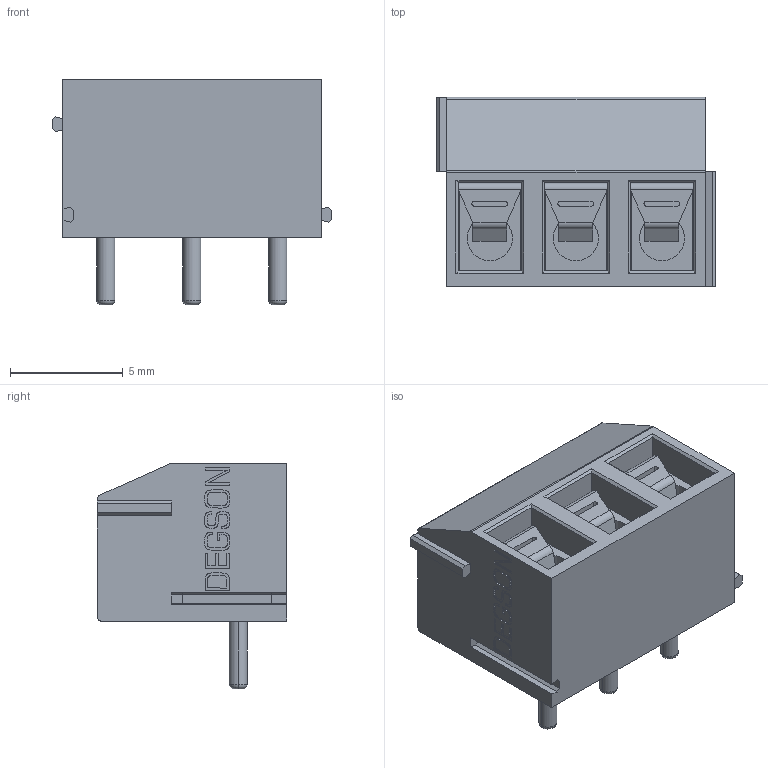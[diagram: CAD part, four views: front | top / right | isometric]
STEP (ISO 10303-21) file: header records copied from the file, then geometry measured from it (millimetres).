
FILE_DESCRIPTION (( 'STEP AP214' ), '1' );
FILE_NAME ('DG340R-3.81-03P-12-00AH.STEP', '2017-04-29T19:06:13', ( 'SIG' ), ( '' ), 'SwSTEP 2.0', 'SolidWorks 2014', '' );
FILE_SCHEMA (( 'AUTOMOTIVE_DESIGN' ));
Length unit declared in the file: millimetre
Products named in the file (15): DG340R-381_screw; DG340R-381-spring; DG340R-381-klamper; DG340R-381; DG340R-3.81-03P-12-00AH
Assembly tree (10 placements, depth 2):
  DG340R-381_screw
  DG340R-381-spring
  DG340R-381-klamper
  DG340R-381
  DG340R-3.81-03P-12-00AH
    DG340R-381
    DG340R-381-klamper  x3
    DG340R-381-spring  x3
    DG340R-381_screw  x3
Bounding box: 12.39 x 8.4 x 10 mm (x, y, z)
Volume: 506.7 mm3; surface area: 1458.6 mm2
Topology: 11 solids, 11 shells, 799 faces, 2072 edges, 1353 vertices
Faces by surface type: plane 480, bspline 170, cylinder 88, torus 45, cone 16
Entity records: 36356 total; most frequent: CARTESIAN_POINT 14982, ORIENTED_EDGE 3532, DIRECTION 2600, EDGE_CURVE 1766, VECTOR 1262, LINE 1262, VERTEX_POINT 1159, EDGE_LOOP 741
